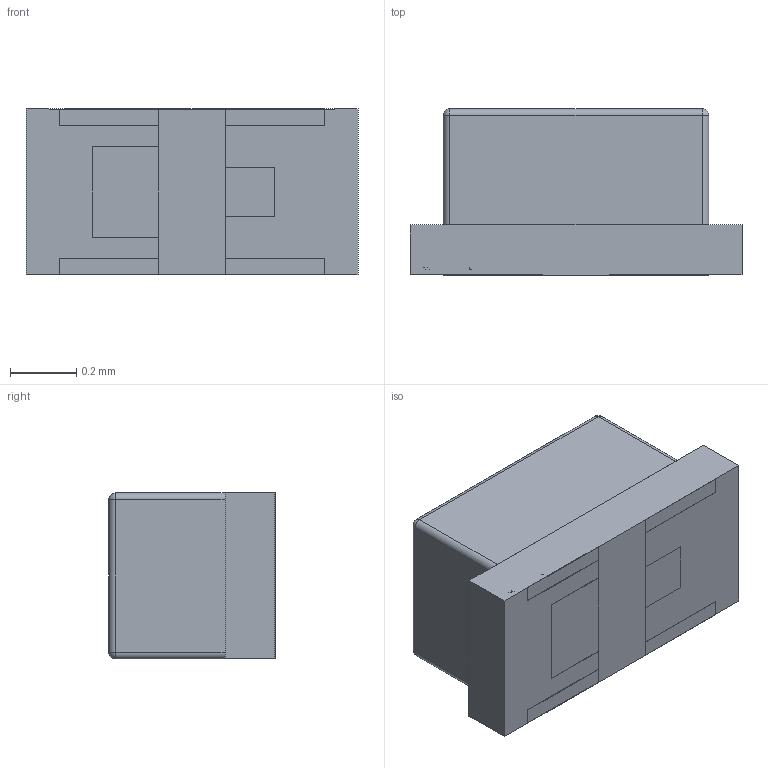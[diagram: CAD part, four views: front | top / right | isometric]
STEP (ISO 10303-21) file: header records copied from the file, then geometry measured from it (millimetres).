
FILE_DESCRIPTION (( 'STEP AP214' ), '1' );
FILE_NAME ('APHHS1005LQBCD-V.STEP', '2024-06-08T07:13:56', ( '' ), ( '' ), 'SwSTEP 2.0', 'SolidWorks 2024', '' );
FILE_SCHEMA (( 'AUTOMOTIVE_DESIGN' ));
Length unit declared in the file: millimetre
Products named in the file (1): APHHS1005LQBCD-V
Bounding box: 1 x 0.5 x 0.5 mm (x, y, z)
Surface area: 3.4 mm2 (no closed solid volume)
Topology: 0 solids, 5 shells, 49 faces, 123 edges, 77 vertices
Faces by surface type: plane 37, cylinder 8, sphere 4
Entity records: 1948 total; most frequent: CARTESIAN_POINT 276, ORIENTED_EDGE 229, DIRECTION 225, EDGE_CURVE 119, VECTOR 93, LINE 93, VERTEX_POINT 77, AXIS2_PLACEMENT_3D 66
